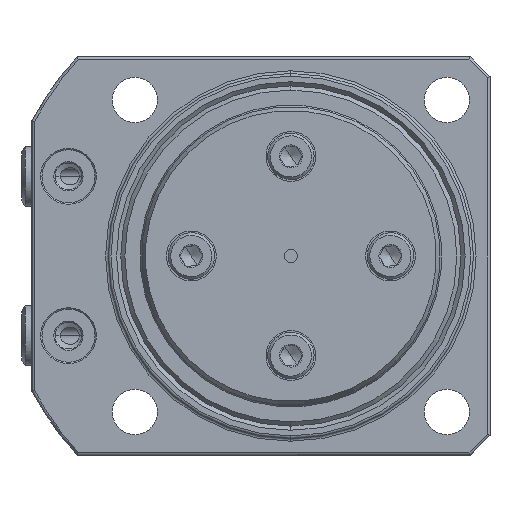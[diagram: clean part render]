
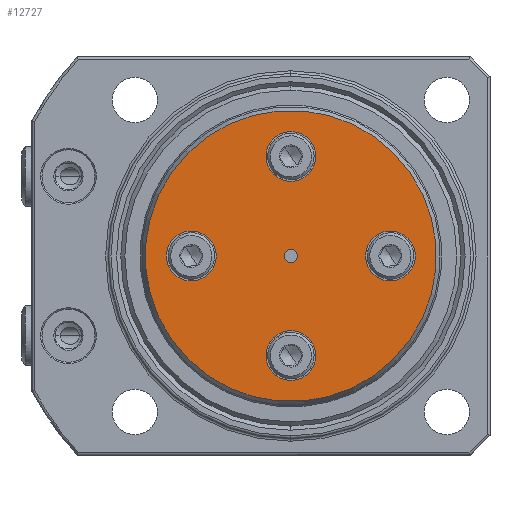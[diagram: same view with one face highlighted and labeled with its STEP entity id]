
A CAD part, front view. The second image highlights one B-rep face of the part: STEP entity #12727.
In plain terms, the highlighted planar face has unit normal (0, -1, 0).
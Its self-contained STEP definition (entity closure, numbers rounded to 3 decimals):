
#930 = FACE_OUTER_BOUND ( 'NONE', #3487, .T. ) ;
#932 = FACE_BOUND ( 'NONE', #3511, .T. ) ;
#934 = FACE_BOUND ( 'NONE', #3513, .T. ) ;
#938 = FACE_BOUND ( 'NONE', #3469, .T. ) ;
#939 = AXIS2_PLACEMENT_3D ( 'NONE', #4718, #4719, #4720 ) ;
#941 = FACE_BOUND ( 'NONE', #3566, .T. ) ;
#948 = FACE_BOUND ( 'NONE', #3543, .T. ) ;
#1120 = CIRCLE ( 'NONE', #9827, 3.75 ) ;
#1123 = CIRCLE ( 'NONE', #9833, 1. ) ;
#1125 = CIRCLE ( 'NONE', #9841, 3.75 ) ;
#1132 = CIRCLE ( 'NONE', #9853, 3.75 ) ;
#1815 = CARTESIAN_POINT ( 'NONE',  ( -10.607, 0., -10.607 ) ) ;
#1816 = DIRECTION ( 'NONE',  ( 0., -1., 0. ) ) ;
#1817 = DIRECTION ( 'NONE',  ( 0., 0., -1. ) ) ;
#2573 = CIRCLE ( 'NONE', #13315, 1. ) ;
#2600 = EDGE_CURVE ( 'NONE', #3100, #3099, #2573, .T. ) ;
#2601 = EDGE_CURVE ( 'NONE', #3055, #3053, #11974, .T. ) ;
#2602 = EDGE_CURVE ( 'NONE', #3107, #3036, #11973, .T. ) ;
#2603 = EDGE_CURVE ( 'NONE', #3071, #3076, #11972, .T. ) ;
#2604 = EDGE_CURVE ( 'NONE', #3028, #3027, #11971, .T. ) ;
#2605 = EDGE_CURVE ( 'NONE', #6660, #8272, #11970, .T. ) ;
#3027 = VERTEX_POINT ( 'NONE', #12263 ) ;
#3028 = VERTEX_POINT ( 'NONE', #12264 ) ;
#3036 = VERTEX_POINT ( 'NONE', #12272 ) ;
#3053 = VERTEX_POINT ( 'NONE', #12289 ) ;
#3055 = VERTEX_POINT ( 'NONE', #12291 ) ;
#3071 = VERTEX_POINT ( 'NONE', #12307 ) ;
#3076 = VERTEX_POINT ( 'NONE', #12312 ) ;
#3099 = VERTEX_POINT ( 'NONE', #12335 ) ;
#3100 = VERTEX_POINT ( 'NONE', #12336 ) ;
#3107 = VERTEX_POINT ( 'NONE', #12343 ) ;
#3469 = EDGE_LOOP ( 'NONE', ( #4088, #4083 ) ) ;
#3487 = EDGE_LOOP ( 'NONE', ( #4082, #4078 ) ) ;
#3511 = EDGE_LOOP ( 'NONE', ( #4084, #4079 ) ) ;
#3513 = EDGE_LOOP ( 'NONE', ( #4086, #4081 ) ) ;
#3543 = EDGE_LOOP ( 'NONE', ( #4089, #4087 ) ) ;
#3566 = EDGE_LOOP ( 'NONE', ( #4091, #4085 ) ) ;
#4078 = ORIENTED_EDGE ( 'NONE', *, *, #2605, .F. ) ;
#4079 = ORIENTED_EDGE ( 'NONE', *, *, #12965, .F. ) ;
#4081 = ORIENTED_EDGE ( 'NONE', *, *, #12590, .F. ) ;
#4082 = ORIENTED_EDGE ( 'NONE', *, *, #12926, .F. ) ;
#4083 = ORIENTED_EDGE ( 'NONE', *, *, #12600, .F. ) ;
#4084 = ORIENTED_EDGE ( 'NONE', *, *, #2604, .F. ) ;
#4085 = ORIENTED_EDGE ( 'NONE', *, *, #12579, .F. ) ;
#4086 = ORIENTED_EDGE ( 'NONE', *, *, #2603, .F. ) ;
#4087 = ORIENTED_EDGE ( 'NONE', *, *, #12592, .F. ) ;
#4088 = ORIENTED_EDGE ( 'NONE', *, *, #2602, .F. ) ;
#4089 = ORIENTED_EDGE ( 'NONE', *, *, #2600, .F. ) ;
#4091 = ORIENTED_EDGE ( 'NONE', *, *, #2601, .F. ) ;
#4201 = CARTESIAN_POINT ( 'NONE',  ( 0., 0., 0. ) ) ;
#4202 = DIRECTION ( 'NONE',  ( 0., -1., 0. ) ) ;
#4203 = DIRECTION ( 'NONE',  ( 0., 0., -1. ) ) ;
#4204 = CARTESIAN_POINT ( 'NONE',  ( 10.607, 0., -10.607 ) ) ;
#4205 = DIRECTION ( 'NONE',  ( 0., -1., 0. ) ) ;
#4206 = DIRECTION ( 'NONE',  ( 0., 0., -1. ) ) ;
#4207 = CARTESIAN_POINT ( 'NONE',  ( 10.607, 0., 10.607 ) ) ;
#4208 = DIRECTION ( 'NONE',  ( 0., -1., 0. ) ) ;
#4209 = DIRECTION ( 'NONE',  ( 0., 0., -1. ) ) ;
#4210 = CARTESIAN_POINT ( 'NONE',  ( -10.607, 0., 10.607 ) ) ;
#4211 = DIRECTION ( 'NONE',  ( 0., -1., 0. ) ) ;
#4212 = DIRECTION ( 'NONE',  ( 0., 0., -1. ) ) ;
#4213 = CARTESIAN_POINT ( 'NONE',  ( -10.607, 0., -10.607 ) ) ;
#4214 = DIRECTION ( 'NONE',  ( 0., -1., 0. ) ) ;
#4215 = DIRECTION ( 'NONE',  ( 0., 0., -1. ) ) ;
#4216 = CARTESIAN_POINT ( 'NONE',  ( 0., 0., 0. ) ) ;
#4217 = DIRECTION ( 'NONE',  ( 0., 1., 0. ) ) ;
#4218 = DIRECTION ( 'NONE',  ( 0., 0., 1. ) ) ;
#4283 = CARTESIAN_POINT ( 'NONE',  ( -10.607, 0., 10.607 ) ) ;
#4284 = DIRECTION ( 'NONE',  ( 0., -1., 0. ) ) ;
#4285 = DIRECTION ( 'NONE',  ( 0., 0., -1. ) ) ;
#4289 = CARTESIAN_POINT ( 'NONE',  ( 0., 0., 0. ) ) ;
#4290 = DIRECTION ( 'NONE',  ( 0., -1., 0. ) ) ;
#4291 = DIRECTION ( 'NONE',  ( 0., 0., -1. ) ) ;
#4307 = CARTESIAN_POINT ( 'NONE',  ( 10.607, 0., 10.607 ) ) ;
#4314 = DIRECTION ( 'NONE',  ( 0., -1., 0. ) ) ;
#4315 = DIRECTION ( 'NONE',  ( 0., 0., -1. ) ) ;
#4717 = PLANE ( 'NONE',  #939 ) ;
#4718 = CARTESIAN_POINT ( 'NONE',  ( -21.923, 0., 0. ) ) ;
#4719 = DIRECTION ( 'NONE',  ( 0., -1., 0. ) ) ;
#4720 = DIRECTION ( 'NONE',  ( 0., 0., -1. ) ) ;
#5354 = CARTESIAN_POINT ( 'NONE',  ( 0., 0., 0. ) ) ;
#5355 = DIRECTION ( 'NONE',  ( 0., 1., 0. ) ) ;
#5356 = DIRECTION ( 'NONE',  ( 0., 0., 1. ) ) ;
#5653 = AXIS2_PLACEMENT_3D ( 'NONE', #1815, #1816, #1817 ) ;
#5703 = AXIS2_PLACEMENT_3D ( 'NONE', #5354, #5355, #5356 ) ;
#5904 = CIRCLE ( 'NONE', #5653, 3.75 ) ;
#5930 = CIRCLE ( 'NONE', #5703, 21.923 ) ;
#6660 = VERTEX_POINT ( 'NONE', #12449 ) ;
#8272 = VERTEX_POINT ( 'NONE', #8648 ) ;
#8648 = CARTESIAN_POINT ( 'NONE',  ( 0., 0., 21.923 ) ) ;
#9827 = AXIS2_PLACEMENT_3D ( 'NONE', #4307, #4314, #4315 ) ;
#9833 = AXIS2_PLACEMENT_3D ( 'NONE', #4289, #4290, #4291 ) ;
#9841 = AXIS2_PLACEMENT_3D ( 'NONE', #4283, #4284, #4285 ) ;
#9853 = AXIS2_PLACEMENT_3D ( 'NONE', #11680, #11681, #11682 ) ;
#11680 = CARTESIAN_POINT ( 'NONE',  ( 10.607, 0., -10.607 ) ) ;
#11681 = DIRECTION ( 'NONE',  ( 0., -1., 0. ) ) ;
#11682 = DIRECTION ( 'NONE',  ( 0., 0., -1. ) ) ;
#11970 = CIRCLE ( 'NONE', #13309, 21.923 ) ;
#11971 = CIRCLE ( 'NONE', #13310, 3.75 ) ;
#11972 = CIRCLE ( 'NONE', #13311, 3.75 ) ;
#11973 = CIRCLE ( 'NONE', #13312, 3.75 ) ;
#11974 = CIRCLE ( 'NONE', #13313, 3.75 ) ;
#12263 = CARTESIAN_POINT ( 'NONE',  ( -10.607, 0., -6.857 ) ) ;
#12264 = CARTESIAN_POINT ( 'NONE',  ( -10.607, 0., -14.357 ) ) ;
#12272 = CARTESIAN_POINT ( 'NONE',  ( 10.607, 0., 14.357 ) ) ;
#12289 = CARTESIAN_POINT ( 'NONE',  ( 10.607, 0., -6.857 ) ) ;
#12291 = CARTESIAN_POINT ( 'NONE',  ( 10.607, 0., -14.357 ) ) ;
#12307 = CARTESIAN_POINT ( 'NONE',  ( -10.607, 0., 6.857 ) ) ;
#12312 = CARTESIAN_POINT ( 'NONE',  ( -10.607, 0., 14.357 ) ) ;
#12335 = CARTESIAN_POINT ( 'NONE',  ( 0., 0., 1. ) ) ;
#12336 = CARTESIAN_POINT ( 'NONE',  ( 0., 0., -1. ) ) ;
#12343 = CARTESIAN_POINT ( 'NONE',  ( 10.607, 0., 6.857 ) ) ;
#12449 = CARTESIAN_POINT ( 'NONE',  ( 0., 0., -21.923 ) ) ;
#12579 = EDGE_CURVE ( 'NONE', #3053, #3055, #1132, .T. ) ;
#12590 = EDGE_CURVE ( 'NONE', #3076, #3071, #1125, .T. ) ;
#12592 = EDGE_CURVE ( 'NONE', #3099, #3100, #1123, .T. ) ;
#12600 = EDGE_CURVE ( 'NONE', #3036, #3107, #1120, .T. ) ;
#12727 = ADVANCED_FACE ( 'NONE', ( #948, #941, #938, #934, #932, #930 ), #4717, .T. ) ;
#12926 = EDGE_CURVE ( 'NONE', #8272, #6660, #5930, .T. ) ;
#12965 = EDGE_CURVE ( 'NONE', #3027, #3028, #5904, .T. ) ;
#13309 = AXIS2_PLACEMENT_3D ( 'NONE', #4216, #4217, #4218 ) ;
#13310 = AXIS2_PLACEMENT_3D ( 'NONE', #4213, #4214, #4215 ) ;
#13311 = AXIS2_PLACEMENT_3D ( 'NONE', #4210, #4211, #4212 ) ;
#13312 = AXIS2_PLACEMENT_3D ( 'NONE', #4207, #4208, #4209 ) ;
#13313 = AXIS2_PLACEMENT_3D ( 'NONE', #4204, #4205, #4206 ) ;
#13315 = AXIS2_PLACEMENT_3D ( 'NONE', #4201, #4202, #4203 ) ;
